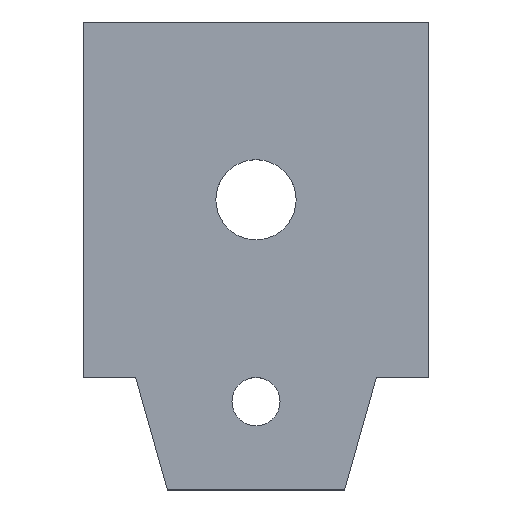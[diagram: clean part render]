
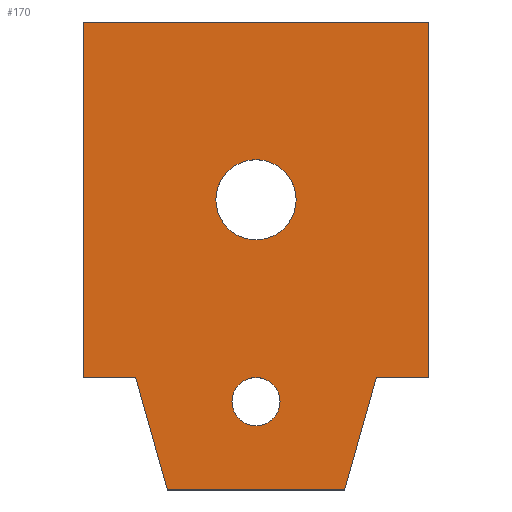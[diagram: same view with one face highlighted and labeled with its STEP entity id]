
A CAD part, top view. The second image highlights one B-rep face of the part: STEP entity #170.
In plain terms, the highlighted planar face has unit normal (0, 0, 1).
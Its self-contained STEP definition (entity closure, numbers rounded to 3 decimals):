
#59=CARTESIAN_POINT('',(0.,0.,3.15));
#60=DIRECTION('',(0.,0.,-1.));
#61=DIRECTION('',(-1.,0.,0.));
#62=AXIS2_PLACEMENT_3D('',#59,#60,#61);
#63=PLANE('',#62);
#64=CARTESIAN_POINT('',(8.25,11.075,3.15));
#65=VERTEX_POINT('',#64);
#66=CARTESIAN_POINT('',(13.25,11.075,3.15));
#67=VERTEX_POINT('',#66);
#68=CARTESIAN_POINT('',(10.75,11.075,3.15));
#69=DIRECTION('',(0.,0.,1.));
#70=DIRECTION('',(1.,0.,-0.));
#71=AXIS2_PLACEMENT_3D('',#68,#69,#70);
#72=CIRCLE('',#71,2.5);
#73=EDGE_CURVE('',#65,#67,#72,.T.);
#74=ORIENTED_EDGE('',*,*,#73,.F.);
#75=CARTESIAN_POINT('',(10.75,11.075,3.15));
#76=DIRECTION('',(0.,0.,1.));
#77=DIRECTION('',(1.,0.,-0.));
#78=AXIS2_PLACEMENT_3D('',#75,#76,#77);
#79=CIRCLE('',#78,2.5);
#80=EDGE_CURVE('',#67,#65,#79,.T.);
#81=ORIENTED_EDGE('',*,*,#80,.F.);
#82=EDGE_LOOP('',(#74,#81));
#83=FACE_BOUND('',#82,.T.);
#84=CARTESIAN_POINT('',(0.,22.15,3.15));
#85=VERTEX_POINT('',#84);
#86=CARTESIAN_POINT('',(0.,0.,3.15));
#87=VERTEX_POINT('',#86);
#88=CARTESIAN_POINT('',(0.,22.15,3.15));
#89=DIRECTION('',(0.,-1.,0.));
#90=VECTOR('',#89,22.15);
#91=LINE('',#88,#90);
#92=EDGE_CURVE('',#85,#87,#91,.T.);
#93=ORIENTED_EDGE('',*,*,#92,.T.);
#94=CARTESIAN_POINT('',(3.25,0.,3.15));
#95=VERTEX_POINT('',#94);
#96=CARTESIAN_POINT('',(0.,0.,3.15));
#97=DIRECTION('',(1.,0.,-0.));
#98=VECTOR('',#97,3.25);
#99=LINE('',#96,#98);
#100=EDGE_CURVE('',#87,#95,#99,.T.);
#101=ORIENTED_EDGE('',*,*,#100,.T.);
#102=CARTESIAN_POINT('',(5.225,-7.,3.15));
#103=VERTEX_POINT('',#102);
#104=CARTESIAN_POINT('',(3.25,0.,3.15));
#105=DIRECTION('',(0.272,-0.962,0.));
#106=VECTOR('',#105,7.273);
#107=LINE('',#104,#106);
#108=EDGE_CURVE('',#95,#103,#107,.T.);
#109=ORIENTED_EDGE('',*,*,#108,.T.);
#110=CARTESIAN_POINT('',(16.275,-7.,3.15));
#111=VERTEX_POINT('',#110);
#112=CARTESIAN_POINT('',(5.225,-7.,3.15));
#113=DIRECTION('',(1.,0.,-0.));
#114=VECTOR('',#113,11.05);
#115=LINE('',#112,#114);
#116=EDGE_CURVE('',#103,#111,#115,.T.);
#117=ORIENTED_EDGE('',*,*,#116,.T.);
#118=CARTESIAN_POINT('',(18.25,0.,3.15));
#119=VERTEX_POINT('',#118);
#120=CARTESIAN_POINT('',(16.275,-7.,3.15));
#121=DIRECTION('',(0.272,0.962,0.));
#122=VECTOR('',#121,7.273);
#123=LINE('',#120,#122);
#124=EDGE_CURVE('',#111,#119,#123,.T.);
#125=ORIENTED_EDGE('',*,*,#124,.T.);
#126=CARTESIAN_POINT('',(21.5,0.,3.15));
#127=VERTEX_POINT('',#126);
#128=CARTESIAN_POINT('',(18.25,0.,3.15));
#129=DIRECTION('',(1.,0.,-0.));
#130=VECTOR('',#129,3.25);
#131=LINE('',#128,#130);
#132=EDGE_CURVE('',#119,#127,#131,.T.);
#133=ORIENTED_EDGE('',*,*,#132,.T.);
#134=CARTESIAN_POINT('',(21.5,22.15,3.15));
#135=VERTEX_POINT('',#134);
#136=CARTESIAN_POINT('',(21.5,0.,3.15));
#137=DIRECTION('',(0.,1.,0.));
#138=VECTOR('',#137,22.15);
#139=LINE('',#136,#138);
#140=EDGE_CURVE('',#127,#135,#139,.T.);
#141=ORIENTED_EDGE('',*,*,#140,.T.);
#142=CARTESIAN_POINT('',(21.5,22.15,3.15));
#143=DIRECTION('',(-1.,0.,0.));
#144=VECTOR('',#143,21.5);
#145=LINE('',#142,#144);
#146=EDGE_CURVE('',#135,#85,#145,.T.);
#147=ORIENTED_EDGE('',*,*,#146,.T.);
#148=EDGE_LOOP('',(#93,#101,#109,#117,#125,#133,#141,#147));
#149=FACE_BOUND('',#148,.T.);
#150=CARTESIAN_POINT('',(9.25,-1.5,3.15));
#151=VERTEX_POINT('',#150);
#152=CARTESIAN_POINT('',(12.25,-1.5,3.15));
#153=VERTEX_POINT('',#152);
#154=CARTESIAN_POINT('',(10.75,-1.5,3.15));
#155=DIRECTION('',(0.,0.,1.));
#156=DIRECTION('',(1.,0.,-0.));
#157=AXIS2_PLACEMENT_3D('',#154,#155,#156);
#158=CIRCLE('',#157,1.5);
#159=EDGE_CURVE('',#151,#153,#158,.T.);
#160=ORIENTED_EDGE('',*,*,#159,.F.);
#161=CARTESIAN_POINT('',(10.75,-1.5,3.15));
#162=DIRECTION('',(0.,0.,1.));
#163=DIRECTION('',(1.,0.,-0.));
#164=AXIS2_PLACEMENT_3D('',#161,#162,#163);
#165=CIRCLE('',#164,1.5);
#166=EDGE_CURVE('',#153,#151,#165,.T.);
#167=ORIENTED_EDGE('',*,*,#166,.F.);
#168=EDGE_LOOP('',(#160,#167));
#169=FACE_BOUND('',#168,.T.);
#170=ADVANCED_FACE('',(#83,#149,#169),#63,.F.);
